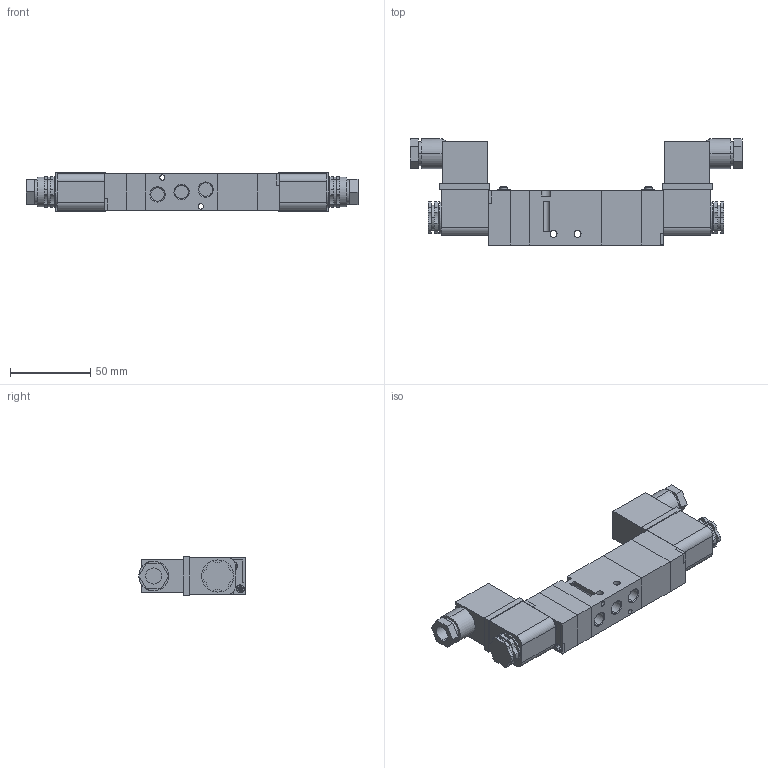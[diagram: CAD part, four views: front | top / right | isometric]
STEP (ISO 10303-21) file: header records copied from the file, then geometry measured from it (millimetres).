
FILE_DESCRIPTION (( 'STEP AP203' ), '1' );
FILE_NAME ('SF3303-IP-SC2-CD2.STEP', '2016-01-04T11:48:38', ( 'yrd8' ), ( '' ), 'SwSTEP 2.0', 'SolidWorks 2008', '' );
FILE_SCHEMA (( 'CONFIG_CONTROL_DESIGN' ));
Length unit declared in the file: millimetre
Products named in the file (6): SF3303-IP-SC2-CD2; SF3000 BODY_ル遽; SF3000 Pilot_ル遽; SF3000 SEMY_ル遽; CN2_ル遽; SF3000 BLOCK_ル遽
Assembly tree (7 placements, depth 2):
  SF3303-IP-SC2-CD2
    CN2_ル遽  x2
    SF3000 BODY_ル遽
    SF3000 Pilot_ル遽  x2
    SF3000 SEMY_ル遽
    SF3000 BLOCK_ル遽
Bounding box: 207.1 x 66.2 x 24 mm (x, y, z)
Volume: 168482.7 mm3; surface area: 47149.7 mm2
Topology: 7 solids, 7 shells, 555 faces, 1334 edges, 854 vertices
Faces by surface type: plane 291, cylinder 168, cone 96
Entity records: 9854 total; most frequent: DIRECTION 1650, CARTESIAN_POINT 1589, ORIENTED_EDGE 1510, EDGE_CURVE 755, AXIS2_PLACEMENT_3D 571, LINE 508, VECTOR 508, VERTEX_POINT 484
